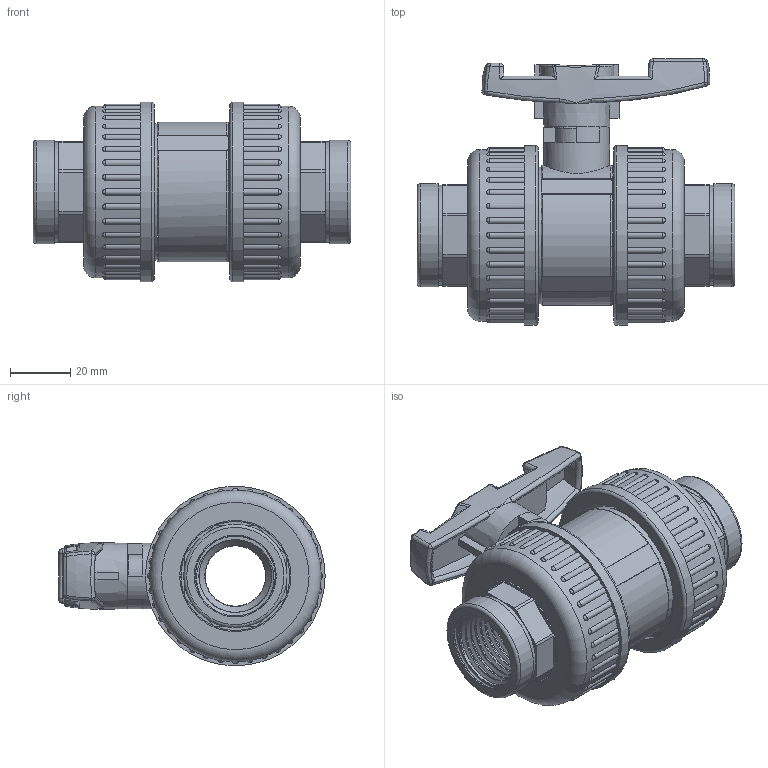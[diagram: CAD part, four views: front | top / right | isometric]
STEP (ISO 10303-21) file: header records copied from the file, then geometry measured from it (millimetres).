
FILE_DESCRIPTION(/* description */ (''),/* implementation_level */ '2;1');
FILE_NAME(/* name */ '25.stp',/* time_stamp */ '2025-12-30T08:08:46+08:00',/* author */ (''),/* organization */ (''),/* preprocessor_version */ 'ST-DEVELOPER v16.7',/* originating_system */ 'SIEMENS PLM Software NX 12.0',/* authorisation */ '');
FILE_SCHEMA (('AUTOMOTIVE_DESIGN { 1 0 10303 214 3 1 1 1 }'));
Length unit declared in the file: millimetre
Products named in the file (1): Admi045C429322pl
Bounding box: 105.1 x 88.17 x 59.5 mm (x, y, z)
Volume: 122869 mm3; surface area: 95195.9 mm2
Topology: 16 solids, 18 shells, 974 faces, 2531 edges, 1650 vertices
Faces by surface type: plane 381, cylinder 244, bspline 138, extrusion 129, torus 56, sphere 17, cone 9
Full cylindrical faces by diameter (mm): 1.721 x1, 2.295 x1, 9.7 x4, 14 x3, 14.4 x1, 15.3 x2, 17.1 x1, 20 x3, 20.2 x2, 20.3 x1, 20.5 x1, 21.7 x1, 23.9 x2, 24.2 x8, 24.4 x1, 24.5 x2, 26.441 x14, 27.1 x2, 28.5 x4, 29 x2, 31 x2, 31.5 x2, 33 x2, 33.2 x4, 33.7 x1, 34.2 x2, 36 x2, 36.8 x2, 38.4 x1, 40.6 x1
Entity records: 42566 total; most frequent: CARTESIAN_POINT 21541, ORIENTED_EDGE 4450, DIRECTION 3766, EDGE_CURVE 2225, VERTEX_POINT 1520, AXIS2_PLACEMENT_3D 1340, EDGE_LOOP 1167, VECTOR 1086
